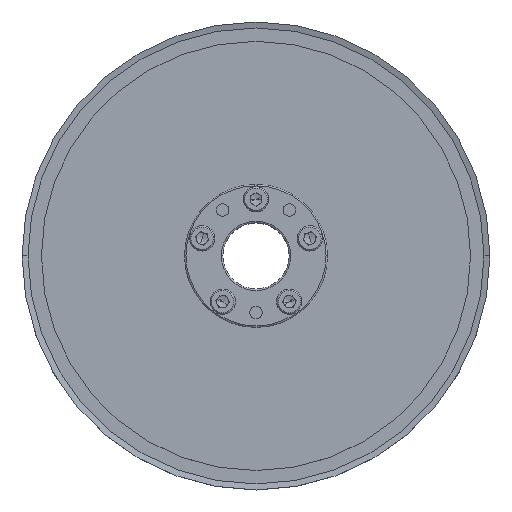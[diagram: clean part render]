
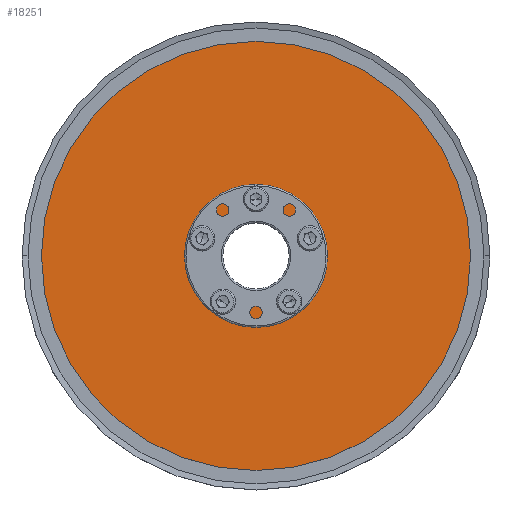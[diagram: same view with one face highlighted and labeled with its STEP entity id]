
A CAD part, top view. The second image highlights one B-rep face of the part: STEP entity #18251.
In plain terms, the highlighted planar face has unit normal (0, 0, 1).
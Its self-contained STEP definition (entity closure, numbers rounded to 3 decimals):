
#343 = AXIS2_PLACEMENT_3D ( 'NONE', #11588, #15223, #703 ) ;
#347 = DIRECTION ( 'NONE',  ( 1., 0., 0. ) ) ;
#450 = DIRECTION ( 'NONE',  ( 0., 0., 1. ) ) ;
#667 = ORIENTED_EDGE ( 'NONE', *, *, #796, .F. ) ;
#683 = DIRECTION ( 'NONE',  ( 1., 0., 0. ) ) ;
#703 = DIRECTION ( 'NONE',  ( -1., 0., 0. ) ) ;
#768 = EDGE_LOOP ( 'NONE', ( #2058, #11598 ) ) ;
#796 = EDGE_CURVE ( 'NONE', #2154, #16958, #6310, .T. ) ;
#806 = CIRCLE ( 'NONE', #21915, 2.1 ) ;
#892 = AXIS2_PLACEMENT_3D ( 'NONE', #5884, #20398, #683 ) ;
#972 = AXIS2_PLACEMENT_3D ( 'NONE', #2730, #11603, #16768 ) ;
#1139 = EDGE_CURVE ( 'NONE', #4674, #10147, #20234, .T. ) ;
#1356 = CARTESIAN_POINT ( 'NONE',  ( 9.068, -15.371, 22. ) ) ;
#1495 = CARTESIAN_POINT ( 'NONE',  ( -2.1, 19., 22. ) ) ;
#1611 = EDGE_CURVE ( 'NONE', #5118, #9920, #13418, .T. ) ;
#2058 = ORIENTED_EDGE ( 'NONE', *, *, #12400, .T. ) ;
#2134 = AXIS2_PLACEMENT_3D ( 'NONE', #17903, #20017, #20134 ) ;
#2154 = VERTEX_POINT ( 'NONE', #20761 ) ;
#2215 = DIRECTION ( 'NONE',  ( 1., 0., 0. ) ) ;
#2305 = VERTEX_POINT ( 'NONE', #12600 ) ;
#2324 = FACE_BOUND ( 'NONE', #21302, .T. ) ;
#2730 = CARTESIAN_POINT ( 'NONE',  ( -18.07, 5.871, 22. ) ) ;
#2997 = ORIENTED_EDGE ( 'NONE', *, *, #22772, .T. ) ;
#3049 = DIRECTION ( 'NONE',  ( 1., 0., 0. ) ) ;
#3053 = DIRECTION ( 'NONE',  ( 0., 0., 1. ) ) ;
#3386 = EDGE_CURVE ( 'NONE', #16550, #6883, #19661, .T. ) ;
#3808 = CARTESIAN_POINT ( 'NONE',  ( 13.268, -15.371, 22. ) ) ;
#3995 = CARTESIAN_POINT ( 'NONE',  ( 18.07, 5.871, 22. ) ) ;
#4055 = CIRCLE ( 'NONE', #12727, 2.1 ) ;
#4311 = CARTESIAN_POINT ( 'NONE',  ( 72., 0., 22. ) ) ;
#4532 = ORIENTED_EDGE ( 'NONE', *, *, #14867, .F. ) ;
#4567 = ORIENTED_EDGE ( 'NONE', *, *, #21846, .F. ) ;
#4644 = AXIS2_PLACEMENT_3D ( 'NONE', #11845, #13501, #18813 ) ;
#4674 = VERTEX_POINT ( 'NONE', #10434 ) ;
#4854 = EDGE_LOOP ( 'NONE', ( #4532, #9062 ) ) ;
#5118 = VERTEX_POINT ( 'NONE', #10013 ) ;
#5640 = CIRCLE ( 'NONE', #343, 12.413 ) ;
#5884 = CARTESIAN_POINT ( 'NONE',  ( -1.058, 37.748, 22. ) ) ;
#6005 = DIRECTION ( 'NONE',  ( 1., 0., 0. ) ) ;
#6149 = EDGE_CURVE ( 'NONE', #9920, #5118, #19344, .T. ) ;
#6155 = CARTESIAN_POINT ( 'NONE',  ( 11.168, -15.371, 22. ) ) ;
#6234 = DIRECTION ( 'NONE',  ( 1., 0., 0. ) ) ;
#6310 = CIRCLE ( 'NONE', #17964, 2.1 ) ;
#6392 = ORIENTED_EDGE ( 'NONE', *, *, #6149, .F. ) ;
#6523 = AXIS2_PLACEMENT_3D ( 'NONE', #6155, #18524, #9577 ) ;
#6883 = VERTEX_POINT ( 'NONE', #19245 ) ;
#8166 = CARTESIAN_POINT ( 'NONE',  ( -13.268, -15.371, 22. ) ) ;
#8875 = CARTESIAN_POINT ( 'NONE',  ( 0., 19., 22. ) ) ;
#8977 = EDGE_LOOP ( 'NONE', ( #15536, #6392 ) ) ;
#9062 = ORIENTED_EDGE ( 'NONE', *, *, #16365, .F. ) ;
#9233 = AXIS2_PLACEMENT_3D ( 'NONE', #8875, #16059, #20304 ) ;
#9256 = EDGE_CURVE ( 'NONE', #11121, #2305, #22278, .T. ) ;
#9257 = CIRCLE ( 'NONE', #11518, 72. ) ;
#9430 = PLANE ( 'NONE',  #892 ) ;
#9577 = DIRECTION ( 'NONE',  ( 1., 0., 0. ) ) ;
#9619 = DIRECTION ( 'NONE',  ( -1., 0., 0. ) ) ;
#9621 = CIRCLE ( 'NONE', #9233, 2.1 ) ;
#9920 = VERTEX_POINT ( 'NONE', #19267 ) ;
#10013 = CARTESIAN_POINT ( 'NONE',  ( -15.97, 5.871, 22. ) ) ;
#10147 = VERTEX_POINT ( 'NONE', #10905 ) ;
#10245 = ORIENTED_EDGE ( 'NONE', *, *, #9256, .T. ) ;
#10424 = VERTEX_POINT ( 'NONE', #1495 ) ;
#10434 = CARTESIAN_POINT ( 'NONE',  ( 12.413, 0., 22. ) ) ;
#10730 = VERTEX_POINT ( 'NONE', #14951 ) ;
#10844 = VERTEX_POINT ( 'NONE', #1356 ) ;
#10905 = CARTESIAN_POINT ( 'NONE',  ( -12.413, 0., 22. ) ) ;
#11121 = VERTEX_POINT ( 'NONE', #4311 ) ;
#11207 = DIRECTION ( 'NONE',  ( 0., 0., 1. ) ) ;
#11210 = FACE_BOUND ( 'NONE', #8977, .T. ) ;
#11230 = CARTESIAN_POINT ( 'NONE',  ( -11.168, -15.371, 22. ) ) ;
#11518 = AXIS2_PLACEMENT_3D ( 'NONE', #22775, #3053, #23011 ) ;
#11588 = CARTESIAN_POINT ( 'NONE',  ( 0., 0., 22. ) ) ;
#11598 = ORIENTED_EDGE ( 'NONE', *, *, #1139, .T. ) ;
#11603 = DIRECTION ( 'NONE',  ( 0., 0., 1. ) ) ;
#11845 = CARTESIAN_POINT ( 'NONE',  ( 0., 19., 22. ) ) ;
#11846 = DIRECTION ( 'NONE',  ( 1., 0., 0. ) ) ;
#11961 = CIRCLE ( 'NONE', #13077, 2.1 ) ;
#12199 = AXIS2_PLACEMENT_3D ( 'NONE', #17605, #21260, #11846 ) ;
#12400 = EDGE_CURVE ( 'NONE', #10147, #4674, #5640, .T. ) ;
#12600 = CARTESIAN_POINT ( 'NONE',  ( -72., 0., 22. ) ) ;
#12727 = AXIS2_PLACEMENT_3D ( 'NONE', #16719, #22409, #6234 ) ;
#12743 = FACE_BOUND ( 'NONE', #768, .T. ) ;
#13077 = AXIS2_PLACEMENT_3D ( 'NONE', #14020, #13913, #3049 ) ;
#13079 = AXIS2_PLACEMENT_3D ( 'NONE', #22605, #17157, #9619 ) ;
#13418 = CIRCLE ( 'NONE', #972, 2.1 ) ;
#13501 = DIRECTION ( 'NONE',  ( 0., 0., 1. ) ) ;
#13913 = DIRECTION ( 'NONE',  ( 0., 0., 1. ) ) ;
#13918 = EDGE_CURVE ( 'NONE', #16958, #2154, #806, .T. ) ;
#14020 = CARTESIAN_POINT ( 'NONE',  ( 11.168, -15.371, 22. ) ) ;
#14867 = EDGE_CURVE ( 'NONE', #10730, #10424, #18197, .T. ) ;
#14933 = ORIENTED_EDGE ( 'NONE', *, *, #3386, .F. ) ;
#14951 = CARTESIAN_POINT ( 'NONE',  ( 2.1, 19., 22. ) ) ;
#15223 = DIRECTION ( 'NONE',  ( 0., 0., -1. ) ) ;
#15361 = EDGE_CURVE ( 'NONE', #19498, #10844, #16691, .T. ) ;
#15536 = ORIENTED_EDGE ( 'NONE', *, *, #1611, .F. ) ;
#15942 = ORIENTED_EDGE ( 'NONE', *, *, #15361, .F. ) ;
#16059 = DIRECTION ( 'NONE',  ( 0., 0., 1. ) ) ;
#16146 = EDGE_LOOP ( 'NONE', ( #4567, #14933 ) ) ;
#16365 = EDGE_CURVE ( 'NONE', #10424, #10730, #9621, .T. ) ;
#16550 = VERTEX_POINT ( 'NONE', #8166 ) ;
#16614 = FACE_OUTER_BOUND ( 'NONE', #19178, .T. ) ;
#16691 = CIRCLE ( 'NONE', #6523, 2.1 ) ;
#16719 = CARTESIAN_POINT ( 'NONE',  ( -11.168, -15.371, 22. ) ) ;
#16768 = DIRECTION ( 'NONE',  ( 1., 0., 0. ) ) ;
#16958 = VERTEX_POINT ( 'NONE', #20154 ) ;
#17157 = DIRECTION ( 'NONE',  ( 0., 0., -1. ) ) ;
#17548 = ORIENTED_EDGE ( 'NONE', *, *, #21527, .F. ) ;
#17605 = CARTESIAN_POINT ( 'NONE',  ( -18.07, 5.871, 22. ) ) ;
#17903 = CARTESIAN_POINT ( 'NONE',  ( 0., 0., 22. ) ) ;
#17964 = AXIS2_PLACEMENT_3D ( 'NONE', #22064, #20161, #2215 ) ;
#18197 = CIRCLE ( 'NONE', #4644, 2.1 ) ;
#18251 = ADVANCED_FACE ( 'NONE', ( #20284, #2324, #21836, #11210, #18390, #12743, #16614 ), #9430, .T. ) ;
#18390 = FACE_BOUND ( 'NONE', #4854, .T. ) ;
#18524 = DIRECTION ( 'NONE',  ( 0., 0., 1. ) ) ;
#18813 = DIRECTION ( 'NONE',  ( 1., 0., 0. ) ) ;
#19070 = ORIENTED_EDGE ( 'NONE', *, *, #13918, .F. ) ;
#19178 = EDGE_LOOP ( 'NONE', ( #10245, #2997 ) ) ;
#19245 = CARTESIAN_POINT ( 'NONE',  ( -9.068, -15.371, 22. ) ) ;
#19267 = CARTESIAN_POINT ( 'NONE',  ( -20.17, 5.871, 22. ) ) ;
#19344 = CIRCLE ( 'NONE', #12199, 2.1 ) ;
#19498 = VERTEX_POINT ( 'NONE', #3808 ) ;
#19661 = CIRCLE ( 'NONE', #19676, 2.1 ) ;
#19676 = AXIS2_PLACEMENT_3D ( 'NONE', #11230, #450, #347 ) ;
#20017 = DIRECTION ( 'NONE',  ( 0., 0., 1. ) ) ;
#20134 = DIRECTION ( 'NONE',  ( 1., 0., 0. ) ) ;
#20154 = CARTESIAN_POINT ( 'NONE',  ( 15.97, 5.871, 22. ) ) ;
#20161 = DIRECTION ( 'NONE',  ( 0., 0., 1. ) ) ;
#20234 = CIRCLE ( 'NONE', #13079, 12.413 ) ;
#20284 = FACE_BOUND ( 'NONE', #21646, .T. ) ;
#20304 = DIRECTION ( 'NONE',  ( 1., 0., 0. ) ) ;
#20398 = DIRECTION ( 'NONE',  ( 0., 0., 1. ) ) ;
#20761 = CARTESIAN_POINT ( 'NONE',  ( 20.17, 5.871, 22. ) ) ;
#21260 = DIRECTION ( 'NONE',  ( 0., 0., 1. ) ) ;
#21302 = EDGE_LOOP ( 'NONE', ( #15942, #17548 ) ) ;
#21527 = EDGE_CURVE ( 'NONE', #10844, #19498, #11961, .T. ) ;
#21646 = EDGE_LOOP ( 'NONE', ( #667, #19070 ) ) ;
#21836 = FACE_BOUND ( 'NONE', #16146, .T. ) ;
#21846 = EDGE_CURVE ( 'NONE', #6883, #16550, #4055, .T. ) ;
#21915 = AXIS2_PLACEMENT_3D ( 'NONE', #3995, #11207, #6005 ) ;
#22064 = CARTESIAN_POINT ( 'NONE',  ( 18.07, 5.871, 22. ) ) ;
#22278 = CIRCLE ( 'NONE', #2134, 72. ) ;
#22409 = DIRECTION ( 'NONE',  ( 0., 0., 1. ) ) ;
#22605 = CARTESIAN_POINT ( 'NONE',  ( 0., 0., 22. ) ) ;
#22772 = EDGE_CURVE ( 'NONE', #2305, #11121, #9257, .T. ) ;
#22775 = CARTESIAN_POINT ( 'NONE',  ( 0., 0., 22. ) ) ;
#23011 = DIRECTION ( 'NONE',  ( 1., 0., 0. ) ) ;
